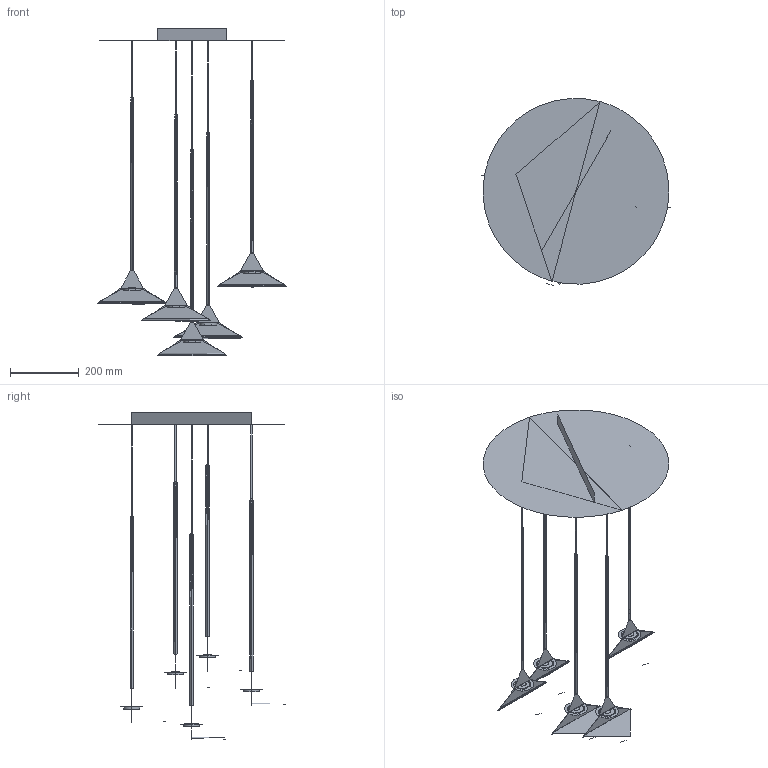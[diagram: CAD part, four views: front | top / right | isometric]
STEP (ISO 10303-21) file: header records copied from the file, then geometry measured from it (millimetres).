
FILE_DESCRIPTION(/* description */ (''),/* implementation_level */ '2;1');
FILE_NAME(/* name */ '3D 035500_Orsa cluster 5 suspension',/* time_stamp */ '2017-06-05T11:58:10+02:00',/* author */ (''),/* organization */ (''),/* preprocessor_version */ 'ST-DEVELOPER v10',/* originating_system */ '',/* authorisation */ '');
FILE_SCHEMA (('AUTOMOTIVE_DESIGN_CC2'));
Length unit declared in the file: millimetre
Products named in the file (5): 1; 2; 3; 4; 5
Assembly tree (15 placements, depth 2):
  1
    2  x9
    3
    4
    5  x4
Bounding box: 547.75 x 541.23 x 952.24 mm (x, y, z)
Volume: 1254185.5 mm3; surface area: 1704964.7 mm2
Topology: 30 solids, 54 shells, 452 faces, 1172 edges, 788 vertices
Faces by surface type: bspline 354, plane 98
Entity records: 21281 total; most frequent: CARTESIAN_POINT 14904, ORIENTED_EDGE 1783, EDGE_CURVE 922, VERTEX_POINT 573, EDGE_LOOP 497, ADVANCED_FACE 452, FACE_OUTER_BOUND 452, COMPOSITE_CURVE_SEGMENT 210
